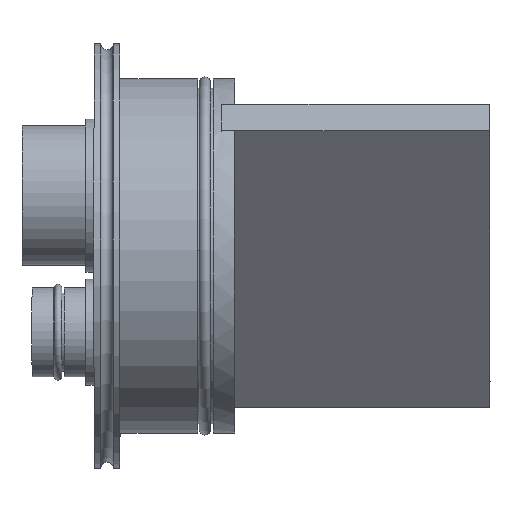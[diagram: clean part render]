
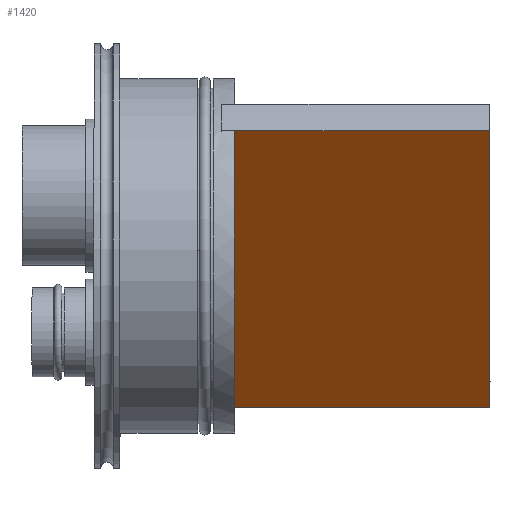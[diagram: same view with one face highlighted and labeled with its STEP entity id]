
A CAD part, left-side view. The second image highlights one B-rep face of the part: STEP entity #1420.
In plain terms, the highlighted face is planar.
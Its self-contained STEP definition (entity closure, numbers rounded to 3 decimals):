
#155=PLANE('',#1769);
#210=FACE_OUTER_BOUND('',#301,.T.);
#301=EDGE_LOOP('',(#1119,#1120,#1121,#1122));
#390=LINE('',#2596,#454);
#398=LINE('',#2611,#462);
#399=LINE('',#2613,#463);
#400=LINE('',#2614,#464);
#454=VECTOR('',#2098,10.);
#462=VECTOR('',#2110,10.);
#463=VECTOR('',#2113,10.);
#464=VECTOR('',#2114,10.);
#675=VERTEX_POINT('',#2593);
#676=VERTEX_POINT('',#2595);
#680=VERTEX_POINT('',#2607);
#681=VERTEX_POINT('',#2609);
#840=EDGE_CURVE('',#675,#676,#390,.T.);
#848=EDGE_CURVE('',#680,#681,#398,.T.);
#849=EDGE_CURVE('',#675,#680,#399,.T.);
#850=EDGE_CURVE('',#676,#681,#400,.T.);
#1119=ORIENTED_EDGE('',*,*,#849,.T.);
#1120=ORIENTED_EDGE('',*,*,#848,.T.);
#1121=ORIENTED_EDGE('',*,*,#850,.F.);
#1122=ORIENTED_EDGE('',*,*,#840,.F.);
#1420=ADVANCED_FACE('',(#210),#155,.T.);
#1769=AXIS2_PLACEMENT_3D('',#2612,#2111,#2112);
#2098=DIRECTION('',(0.,0.,1.));
#2110=DIRECTION('',(0.,0.,1.));
#2111=DIRECTION('center_axis',(1.,0.,0.));
#2112=DIRECTION('ref_axis',(0.,1.,0.));
#2113=DIRECTION('',(0.,1.,0.));
#2114=DIRECTION('',(0.,1.,0.));
#2593=CARTESIAN_POINT('',(10.,0.,0.));
#2595=CARTESIAN_POINT('',(10.,0.,82.8));
#2596=CARTESIAN_POINT('',(10.,0.,0.));
#2607=CARTESIAN_POINT('',(10.,63.,0.));
#2609=CARTESIAN_POINT('',(10.,63.,82.8));
#2611=CARTESIAN_POINT('',(10.,63.,0.));
#2612=CARTESIAN_POINT('Origin',(10.,0.,0.));
#2613=CARTESIAN_POINT('',(10.,0.,0.));
#2614=CARTESIAN_POINT('',(10.,0.,82.8));
